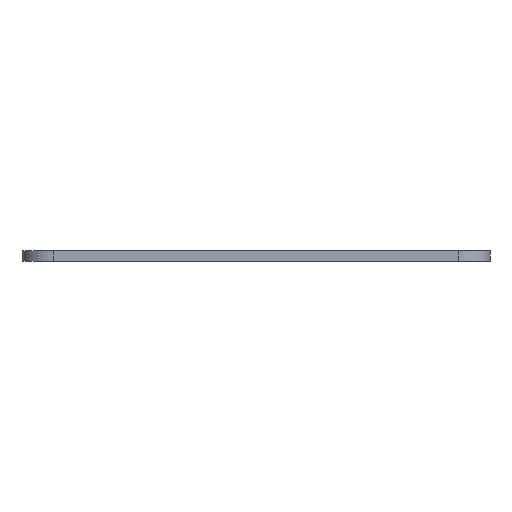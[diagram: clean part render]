
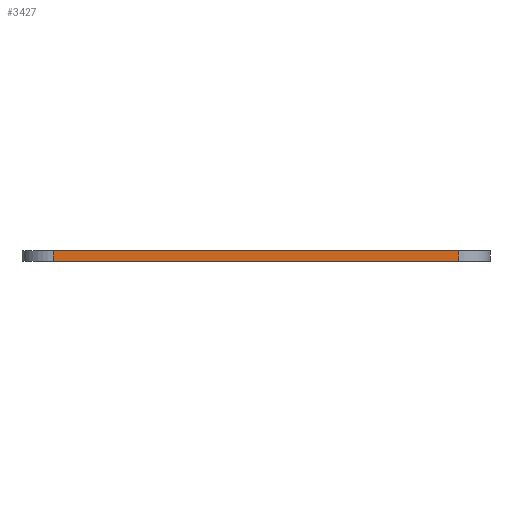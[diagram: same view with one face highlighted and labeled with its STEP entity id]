
A CAD part, front view. The second image highlights one B-rep face of the part: STEP entity #3427.
In plain terms, the highlighted planar face has unit normal (0, -1, 0).
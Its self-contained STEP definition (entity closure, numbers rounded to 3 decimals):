
#103=PLANE('',#3791);
#273=FACE_OUTER_BOUND('',#445,.T.);
#445=EDGE_LOOP('',(#2811,#2812,#2813,#2814));
#779=LINE('',#5843,#1101);
#780=LINE('',#5847,#1102);
#781=LINE('',#5849,#1103);
#782=LINE('',#5850,#1104);
#1101=VECTOR('',#4815,10.);
#1102=VECTOR('',#4820,10.);
#1103=VECTOR('',#4821,10.);
#1104=VECTOR('',#4822,10.);
#1629=VERTEX_POINT('',#5840);
#1630=VERTEX_POINT('',#5842);
#1631=VERTEX_POINT('',#5846);
#1632=VERTEX_POINT('',#5848);
#2134=EDGE_CURVE('',#1630,#1629,#779,.T.);
#2136=EDGE_CURVE('',#1629,#1631,#780,.T.);
#2137=EDGE_CURVE('',#1632,#1631,#781,.T.);
#2138=EDGE_CURVE('',#1632,#1630,#782,.T.);
#2811=ORIENTED_EDGE('',*,*,#2136,.T.);
#2812=ORIENTED_EDGE('',*,*,#2137,.F.);
#2813=ORIENTED_EDGE('',*,*,#2138,.T.);
#2814=ORIENTED_EDGE('',*,*,#2134,.T.);
#3427=ADVANCED_FACE('',(#273),#103,.T.);
#3791=AXIS2_PLACEMENT_3D('',#5845,#4818,#4819);
#4815=DIRECTION('',(0.,0.,1.));
#4818=DIRECTION('center_axis',(0.,-1.,0.));
#4819=DIRECTION('ref_axis',(0.,0.,-1.));
#4820=DIRECTION('',(-1.,0.,0.));
#4821=DIRECTION('',(0.,0.,1.));
#4822=DIRECTION('',(1.,0.,0.));
#5840=CARTESIAN_POINT('',(19.5,-22.5,1.));
#5842=CARTESIAN_POINT('',(19.5,-22.5,0.));
#5843=CARTESIAN_POINT('',(19.5,-22.5,0.));
#5845=CARTESIAN_POINT('Origin',(19.5,-22.5,0.));
#5846=CARTESIAN_POINT('',(-19.5,-22.5,1.));
#5847=CARTESIAN_POINT('',(-19.5,-22.5,1.));
#5848=CARTESIAN_POINT('',(-19.5,-22.5,0.));
#5849=CARTESIAN_POINT('',(-19.5,-22.5,0.));
#5850=CARTESIAN_POINT('',(-19.5,-22.5,0.));
